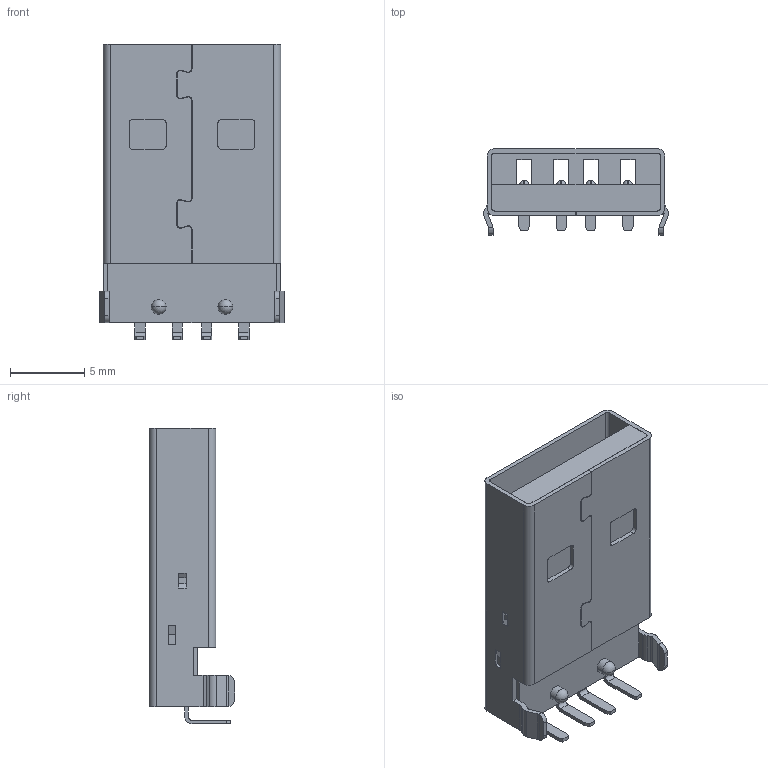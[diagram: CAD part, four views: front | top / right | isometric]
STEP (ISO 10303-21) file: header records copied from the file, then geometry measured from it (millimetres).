
FILE_DESCRIPTION((''),'2;1');
FILE_NAME('FUS215','2021-02-04T',('gongcheng6'),(''),'PRO/ENGINEER BY PARAMETRIC TECHNOLOGY CORPORATION, 2010280','PRO/ENGINEER BY PARAMETRIC TECHNOLOGY CORPORATION, 2010280','');
FILE_SCHEMA(('CONFIG_CONTROL_DESIGN'));
Length unit declared in the file: millimetre
Products named in the file (1): FUS215
Bounding box: 12.49 x 5.8 x 19.98 mm (x, y, z)
Volume: 670.5 mm3; surface area: 1217.3 mm2
Topology: 1 solids, 1 shells, 258 faces, 720 edges, 470 vertices
Faces by surface type: plane 154, cylinder 84, sphere 20
Entity records: 8298 total; most frequent: CARTESIAN_POINT 1464, ORIENTED_EDGE 1432, DIRECTION 1412, EDGE_CURVE 716, VECTOR 520, LINE 520, VERTEX_POINT 470, AXIS2_PLACEMENT_3D 446
